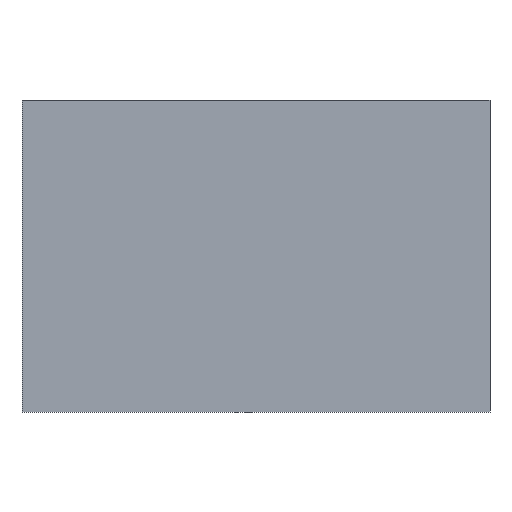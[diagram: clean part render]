
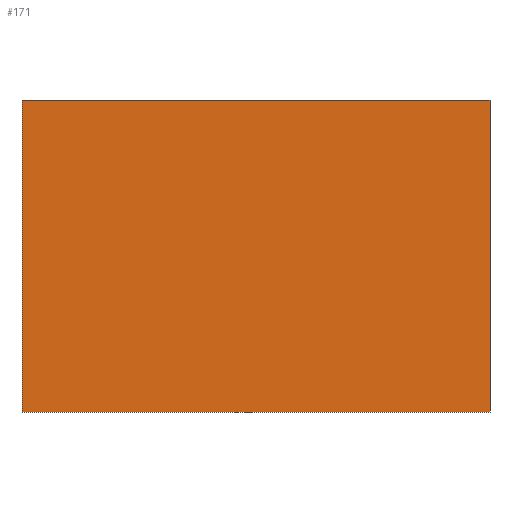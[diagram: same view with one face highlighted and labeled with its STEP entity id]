
A CAD part, left-side view. The second image highlights one B-rep face of the part: STEP entity #171.
In plain terms, the highlighted planar face has unit normal (-1, 0, 0).
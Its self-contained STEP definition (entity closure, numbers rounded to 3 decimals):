
#1 = LINE ( 'NONE', #190, #147 ) ;
#2 = EDGE_CURVE ( 'NONE', #197, #163, #91, .T. ) ;
#5 = ORIENTED_EDGE ( 'NONE', *, *, #96, .F. ) ;
#6 = DIRECTION ( 'NONE',  ( 0., 0., 1. ) ) ;
#19 = ORIENTED_EDGE ( 'NONE', *, *, #214, .F. ) ;
#29 = CARTESIAN_POINT ( 'NONE',  ( -1.5, -37.5, -25. ) ) ;
#30 = DIRECTION ( 'NONE',  ( 0., 0., -1. ) ) ;
#56 = LINE ( 'NONE', #228, #230 ) ;
#57 = CARTESIAN_POINT ( 'NONE',  ( -1.5, -37.5, 25. ) ) ;
#60 = CARTESIAN_POINT ( 'NONE',  ( -1.5, 37.5, 25. ) ) ;
#81 = CARTESIAN_POINT ( 'NONE',  ( -1.5, 0., 0. ) ) ;
#84 = DIRECTION ( 'NONE',  ( 0., 1., 0. ) ) ;
#91 = LINE ( 'NONE', #57, #108 ) ;
#96 = EDGE_CURVE ( 'NONE', #125, #153, #221, .T. ) ;
#98 = CARTESIAN_POINT ( 'NONE',  ( -1.5, -37.5, -25. ) ) ;
#108 = VECTOR ( 'NONE', #152, 1000. ) ;
#114 = VECTOR ( 'NONE', #84, 1000. ) ;
#125 = VERTEX_POINT ( 'NONE', #98 ) ;
#134 = FACE_OUTER_BOUND ( 'NONE', #175, .T. ) ;
#147 = VECTOR ( 'NONE', #227, 1000. ) ;
#152 = DIRECTION ( 'NONE',  ( 0., -1., 0. ) ) ;
#153 = VERTEX_POINT ( 'NONE', #213 ) ;
#155 = DIRECTION ( 'NONE',  ( -1., 0., 0. ) ) ;
#163 = VERTEX_POINT ( 'NONE', #229 ) ;
#171 = ADVANCED_FACE ( 'NONE', ( #134 ), #226, .T. ) ;
#175 = EDGE_LOOP ( 'NONE', ( #234, #236, #5, #19 ) ) ;
#190 = CARTESIAN_POINT ( 'NONE',  ( -1.5, 37.5, 25. ) ) ;
#192 = EDGE_CURVE ( 'NONE', #153, #197, #1, .T. ) ;
#197 = VERTEX_POINT ( 'NONE', #60 ) ;
#213 = CARTESIAN_POINT ( 'NONE',  ( -1.5, 37.5, -25. ) ) ;
#214 = EDGE_CURVE ( 'NONE', #163, #125, #56, .T. ) ;
#218 = AXIS2_PLACEMENT_3D ( 'NONE', #81, #155, #6 ) ;
#221 = LINE ( 'NONE', #29, #114 ) ;
#226 = PLANE ( 'NONE',  #218 ) ;
#227 = DIRECTION ( 'NONE',  ( 0., 0., 1. ) ) ;
#228 = CARTESIAN_POINT ( 'NONE',  ( -1.5, -37.5, 25. ) ) ;
#229 = CARTESIAN_POINT ( 'NONE',  ( -1.5, -37.5, 25. ) ) ;
#230 = VECTOR ( 'NONE', #30, 1000. ) ;
#234 = ORIENTED_EDGE ( 'NONE', *, *, #2, .F. ) ;
#236 = ORIENTED_EDGE ( 'NONE', *, *, #192, .F. ) ;
